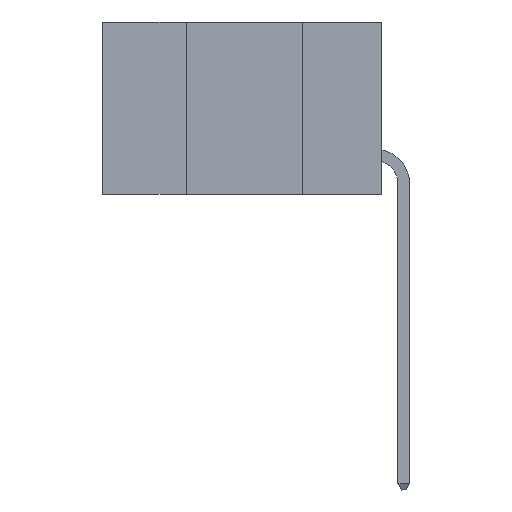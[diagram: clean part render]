
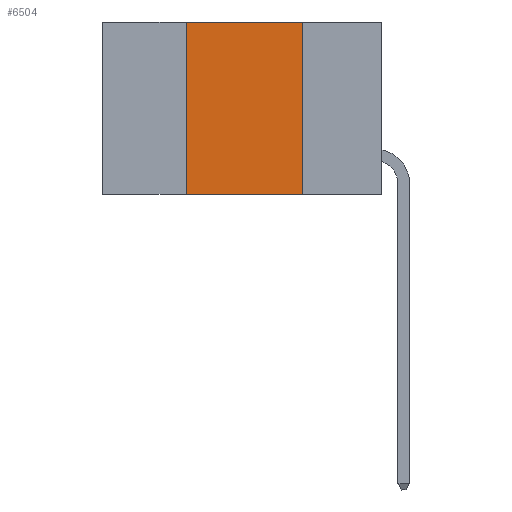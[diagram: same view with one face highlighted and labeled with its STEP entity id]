
A CAD part, left-side view. The second image highlights one B-rep face of the part: STEP entity #6504.
In plain terms, the highlighted planar face has unit normal (-1, 0, 0).
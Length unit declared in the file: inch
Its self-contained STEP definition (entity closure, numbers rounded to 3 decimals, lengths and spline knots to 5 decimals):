
#60 = CARTESIAN_POINT ( 'NONE',  ( 0., 0.6, 0. ) ) ;
#547 = ORIENTED_EDGE ( 'NONE', *, *, #10139, .F. ) ;
#1123 = DIRECTION ( 'NONE',  ( 0., 0., -1. ) ) ;
#1378 = DIRECTION ( 'NONE',  ( 0., 0., -1. ) ) ;
#1578 = VERTEX_POINT ( 'NONE', #10055 ) ;
#2202 = LINE ( 'NONE', #3449, #6261 ) ;
#2255 = AXIS2_PLACEMENT_3D ( 'NONE', #60, #6423, #1123 ) ;
#3102 = EDGE_CURVE ( 'NONE', #1578, #10334, #4535, .T. ) ;
#3449 = CARTESIAN_POINT ( 'NONE',  ( 0., 0.6, 0. ) ) ;
#4225 = VECTOR ( 'NONE', #9798, 39.37008 ) ;
#4483 = VERTEX_POINT ( 'NONE', #6778 ) ;
#4535 = LINE ( 'NONE', #8019, #6839 ) ;
#5138 = EDGE_CURVE ( 'NONE', #4483, #10334, #9908, .T. ) ;
#5423 = EDGE_CURVE ( 'NONE', #4483, #8994, #6505, .T. ) ;
#5540 = ORIENTED_EDGE ( 'NONE', *, *, #5138, .T. ) ;
#6261 = VECTOR ( 'NONE', #7725, 39.37008 ) ;
#6423 = DIRECTION ( 'NONE',  ( 1., 0., 0. ) ) ;
#6504 = ADVANCED_FACE ( 'NONE', ( #8589 ), #8932, .F. ) ;
#6505 = LINE ( 'NONE', #8983, #4225 ) ;
#6778 = CARTESIAN_POINT ( 'NONE',  ( 0., 0.42, -0.37 ) ) ;
#6839 = VECTOR ( 'NONE', #1378, 39.37008 ) ;
#7725 = DIRECTION ( 'NONE',  ( 0., -1., 0. ) ) ;
#7979 = CARTESIAN_POINT ( 'NONE',  ( 0., 0.17, -0.37 ) ) ;
#8019 = CARTESIAN_POINT ( 'NONE',  ( 0., 0.17, 0. ) ) ;
#8206 = CARTESIAN_POINT ( 'NONE',  ( 0., 0.42, 0. ) ) ;
#8585 = DIRECTION ( 'NONE',  ( 0., -1., 0. ) ) ;
#8589 = FACE_OUTER_BOUND ( 'NONE', #11115, .T. ) ;
#8932 = PLANE ( 'NONE',  #2255 ) ;
#8983 = CARTESIAN_POINT ( 'NONE',  ( 0., 0.42, 0. ) ) ;
#8994 = VERTEX_POINT ( 'NONE', #8206 ) ;
#9512 = ORIENTED_EDGE ( 'NONE', *, *, #3102, .F. ) ;
#9798 = DIRECTION ( 'NONE',  ( 0., 0., 1. ) ) ;
#9908 = LINE ( 'NONE', #10214, #10177 ) ;
#10055 = CARTESIAN_POINT ( 'NONE',  ( 0., 0.17, 0. ) ) ;
#10139 = EDGE_CURVE ( 'NONE', #8994, #1578, #2202, .T. ) ;
#10177 = VECTOR ( 'NONE', #8585, 39.37008 ) ;
#10214 = CARTESIAN_POINT ( 'NONE',  ( 0., 0.6, -0.37 ) ) ;
#10334 = VERTEX_POINT ( 'NONE', #7979 ) ;
#10376 = ORIENTED_EDGE ( 'NONE', *, *, #5423, .F. ) ;
#11115 = EDGE_LOOP ( 'NONE', ( #9512, #547, #10376, #5540 ) ) ;
